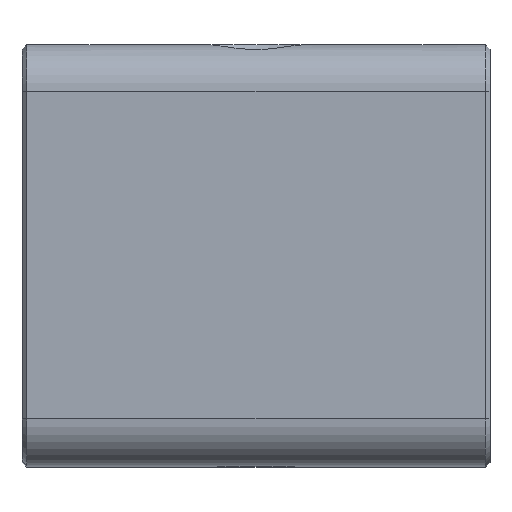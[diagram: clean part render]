
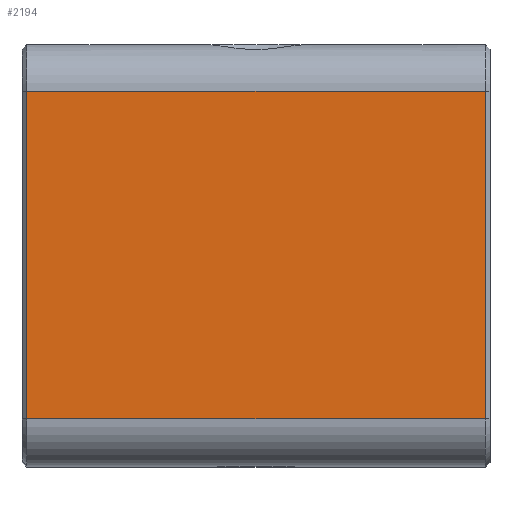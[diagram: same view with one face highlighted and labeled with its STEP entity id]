
A CAD part, top view. The second image highlights one B-rep face of the part: STEP entity #2194.
In plain terms, the highlighted planar face has unit normal (0, 0, 1).
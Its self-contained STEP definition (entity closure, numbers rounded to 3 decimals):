
#46 = ORIENTED_EDGE ( 'NONE', *, *, #490, .T. ) ;
#47 = EDGE_CURVE ( 'NONE', #784, #608, #791, .T. ) ;
#151 = ORIENTED_EDGE ( 'NONE', *, *, #47, .T. ) ;
#378 = DIRECTION ( 'NONE',  ( -1., 0., 0. ) ) ;
#490 = EDGE_CURVE ( 'NONE', #2390, #784, #1028, .T. ) ;
#511 = DIRECTION ( 'NONE',  ( 0., 1., 0. ) ) ;
#539 = VECTOR ( 'NONE', #844, 1000. ) ;
#578 = CARTESIAN_POINT ( 'NONE',  ( 10., 0., 20. ) ) ;
#608 = VERTEX_POINT ( 'NONE', #1045 ) ;
#669 = LINE ( 'NONE', #1416, #1002 ) ;
#739 = CARTESIAN_POINT ( 'NONE',  ( -9.8, 16., 20. ) ) ;
#784 = VERTEX_POINT ( 'NONE', #1856 ) ;
#791 = LINE ( 'NONE', #2269, #1509 ) ;
#844 = DIRECTION ( 'NONE',  ( -1., 0., 0. ) ) ;
#858 = DIRECTION ( 'NONE',  ( 0., -1., 0. ) ) ;
#1002 = VECTOR ( 'NONE', #511, 1000. ) ;
#1028 = LINE ( 'NONE', #1774, #1037 ) ;
#1037 = VECTOR ( 'NONE', #858, 1000. ) ;
#1045 = CARTESIAN_POINT ( 'NONE',  ( 9.8, 2., 20. ) ) ;
#1127 = FACE_OUTER_BOUND ( 'NONE', #1135, .T. ) ;
#1135 = EDGE_LOOP ( 'NONE', ( #1661, #46, #151, #1287 ) ) ;
#1182 = CARTESIAN_POINT ( 'NONE',  ( 10., 16., 20. ) ) ;
#1254 = VERTEX_POINT ( 'NONE', #1333 ) ;
#1287 = ORIENTED_EDGE ( 'NONE', *, *, #1460, .T. ) ;
#1333 = CARTESIAN_POINT ( 'NONE',  ( 9.8, 16., 20. ) ) ;
#1416 = CARTESIAN_POINT ( 'NONE',  ( 9.8, 0., 20. ) ) ;
#1460 = EDGE_CURVE ( 'NONE', #608, #1254, #669, .T. ) ;
#1509 = VECTOR ( 'NONE', #1533, 1000. ) ;
#1533 = DIRECTION ( 'NONE',  ( 1., 0., 0. ) ) ;
#1661 = ORIENTED_EDGE ( 'NONE', *, *, #2306, .T. ) ;
#1690 = DIRECTION ( 'NONE',  ( 0., 0., -1. ) ) ;
#1774 = CARTESIAN_POINT ( 'NONE',  ( -9.8, 2., 20. ) ) ;
#1856 = CARTESIAN_POINT ( 'NONE',  ( -9.8, 2., 20. ) ) ;
#1881 = PLANE ( 'NONE',  #2094 ) ;
#1938 = LINE ( 'NONE', #1182, #539 ) ;
#2094 = AXIS2_PLACEMENT_3D ( 'NONE', #578, #1690, #378 ) ;
#2194 = ADVANCED_FACE ( 'NONE', ( #1127 ), #1881, .F. ) ;
#2269 = CARTESIAN_POINT ( 'NONE',  ( 10., 2., 20. ) ) ;
#2306 = EDGE_CURVE ( 'NONE', #1254, #2390, #1938, .T. ) ;
#2390 = VERTEX_POINT ( 'NONE', #739 ) ;
